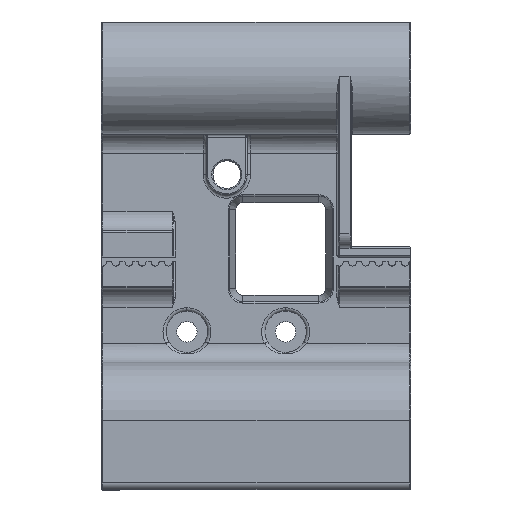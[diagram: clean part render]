
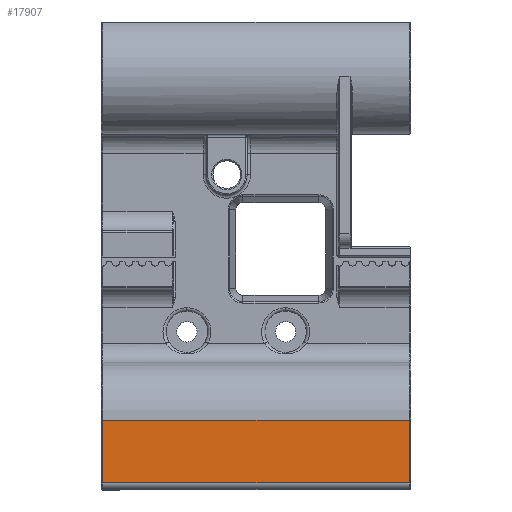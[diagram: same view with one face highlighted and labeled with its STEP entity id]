
A CAD part, top view. The second image highlights one B-rep face of the part: STEP entity #17907.
In plain terms, the highlighted planar face has unit normal (0, 0, 1).
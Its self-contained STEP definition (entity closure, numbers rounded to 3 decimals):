
#963 = LINE ( 'NONE', #22422, #13554 ) ;
#1022 = ORIENTED_EDGE ( 'NONE', *, *, #21248, .F. ) ;
#1032 = VERTEX_POINT ( 'NONE', #15602 ) ;
#1531 = VERTEX_POINT ( 'NONE', #25113 ) ;
#2734 = FACE_OUTER_BOUND ( 'NONE', #9557, .T. ) ;
#3142 = DIRECTION ( 'NONE',  ( 0., 1., 0. ) ) ;
#3917 = ORIENTED_EDGE ( 'NONE', *, *, #10479, .T. ) ;
#4892 = VERTEX_POINT ( 'NONE', #15519 ) ;
#4901 = LINE ( 'NONE', #22748, #23450 ) ;
#8557 = CARTESIAN_POINT ( 'NONE',  ( -69.091, -61.047, -6.2 ) ) ;
#9557 = EDGE_LOOP ( 'NONE', ( #1022, #3917, #19041, #26894 ) ) ;
#9600 = PLANE ( 'NONE',  #26192 ) ;
#10479 = EDGE_CURVE ( 'NONE', #20828, #1531, #19572, .T. ) ;
#11503 = VECTOR ( 'NONE', #25704, 1000. ) ;
#13554 = VECTOR ( 'NONE', #20677, 1000. ) ;
#14054 = EDGE_CURVE ( 'NONE', #1531, #4892, #963, .T. ) ;
#14568 = DIRECTION ( 'NONE',  ( 1., 0., 0. ) ) ;
#14743 = CARTESIAN_POINT ( 'NONE',  ( 16.198, -61.047, -6.2 ) ) ;
#15519 = CARTESIAN_POINT ( 'NONE',  ( 62.798, -70.594, -6.2 ) ) ;
#15602 = CARTESIAN_POINT ( 'NONE',  ( 62.798, -61.047, -6.2 ) ) ;
#16979 = CARTESIAN_POINT ( 'NONE',  ( 16.198, -70.594, -6.2 ) ) ;
#17907 = ADVANCED_FACE ( 'NONE', ( #2734 ), #9600, .F. ) ;
#18028 = EDGE_CURVE ( 'NONE', #4892, #1032, #4901, .T. ) ;
#19041 = ORIENTED_EDGE ( 'NONE', *, *, #14054, .T. ) ;
#19425 = LINE ( 'NONE', #8557, #26760 ) ;
#19572 = LINE ( 'NONE', #16979, #11503 ) ;
#20677 = DIRECTION ( 'NONE',  ( 1., 0., 0. ) ) ;
#20828 = VERTEX_POINT ( 'NONE', #14743 ) ;
#21248 = EDGE_CURVE ( 'NONE', #20828, #1032, #19425, .T. ) ;
#22211 = DIRECTION ( 'NONE',  ( 0., 0., -1. ) ) ;
#22422 = CARTESIAN_POINT ( 'NONE',  ( -69.091, -70.594, -6.2 ) ) ;
#22748 = CARTESIAN_POINT ( 'NONE',  ( 62.798, -61.047, -6.2 ) ) ;
#23450 = VECTOR ( 'NONE', #3142, 1000. ) ;
#24492 = CARTESIAN_POINT ( 'NONE',  ( -69.091, -61.047, -6.2 ) ) ;
#25044 = DIRECTION ( 'NONE',  ( 0., -1., 0. ) ) ;
#25113 = CARTESIAN_POINT ( 'NONE',  ( 16.198, -70.594, -6.2 ) ) ;
#25704 = DIRECTION ( 'NONE',  ( 0., -1., 0. ) ) ;
#26192 = AXIS2_PLACEMENT_3D ( 'NONE', #24492, #22211, #25044 ) ;
#26760 = VECTOR ( 'NONE', #14568, 1000. ) ;
#26894 = ORIENTED_EDGE ( 'NONE', *, *, #18028, .T. ) ;
